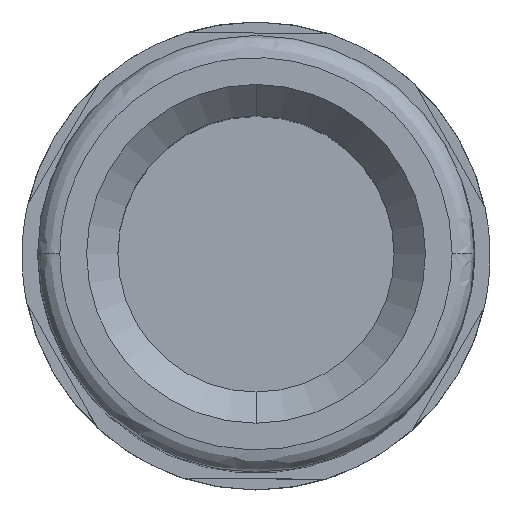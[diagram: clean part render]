
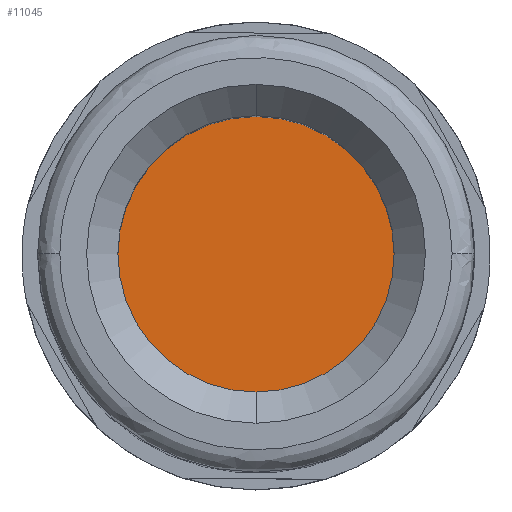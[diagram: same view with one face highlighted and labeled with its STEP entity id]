
A CAD part, top view. The second image highlights one B-rep face of the part: STEP entity #11045.
In plain terms, the highlighted planar face has unit normal (0, 0, 1).
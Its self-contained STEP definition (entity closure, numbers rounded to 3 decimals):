
#372 = FACE_OUTER_BOUND ( 'NONE', #8252, .T. ) ;
#1006 = VERTEX_POINT ( 'NONE', #20331 ) ;
#2654 = AXIS2_PLACEMENT_3D ( 'NONE', #35801, #17700, #38790 ) ;
#2907 = DIRECTION ( 'NONE',  ( -1., 0., 0. ) ) ;
#5133 = EDGE_CURVE ( 'NONE', #18510, #1006, #26773, .T. ) ;
#6889 = CIRCLE ( 'NONE', #35468, 3.1 ) ;
#8252 = EDGE_LOOP ( 'NONE', ( #19353, #12710 ) ) ;
#11045 = ADVANCED_FACE ( 'NONE', ( #372 ), #17562, .F. ) ;
#12710 = ORIENTED_EDGE ( 'NONE', *, *, #5133, .T. ) ;
#14749 = AXIS2_PLACEMENT_3D ( 'NONE', #25418, #25290, #25164 ) ;
#14828 = EDGE_CURVE ( 'NONE', #1006, #18510, #6889, .T. ) ;
#16577 = CARTESIAN_POINT ( 'NONE',  ( 3.1, 0., 15.8 ) ) ;
#17562 = PLANE ( 'NONE',  #2654 ) ;
#17700 = DIRECTION ( 'NONE',  ( 0., 0., -1. ) ) ;
#18510 = VERTEX_POINT ( 'NONE', #16577 ) ;
#19353 = ORIENTED_EDGE ( 'NONE', *, *, #14828, .T. ) ;
#20331 = CARTESIAN_POINT ( 'NONE',  ( -3.1, 0., 15.8 ) ) ;
#20990 = DIRECTION ( 'NONE',  ( 0., 0., 1. ) ) ;
#25164 = DIRECTION ( 'NONE',  ( -1., 0., 0. ) ) ;
#25290 = DIRECTION ( 'NONE',  ( 0., 0., 1. ) ) ;
#25418 = CARTESIAN_POINT ( 'NONE',  ( 0., 0., 15.8 ) ) ;
#26773 = CIRCLE ( 'NONE', #14749, 3.1 ) ;
#35468 = AXIS2_PLACEMENT_3D ( 'NONE', #38996, #20990, #2907 ) ;
#35801 = CARTESIAN_POINT ( 'NONE',  ( 0., 3.1, 15.8 ) ) ;
#38790 = DIRECTION ( 'NONE',  ( -1., 0., 0. ) ) ;
#38996 = CARTESIAN_POINT ( 'NONE',  ( 0., 0., 15.8 ) ) ;
